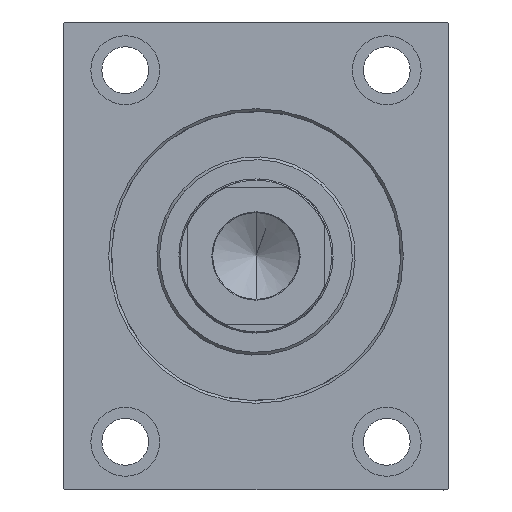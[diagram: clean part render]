
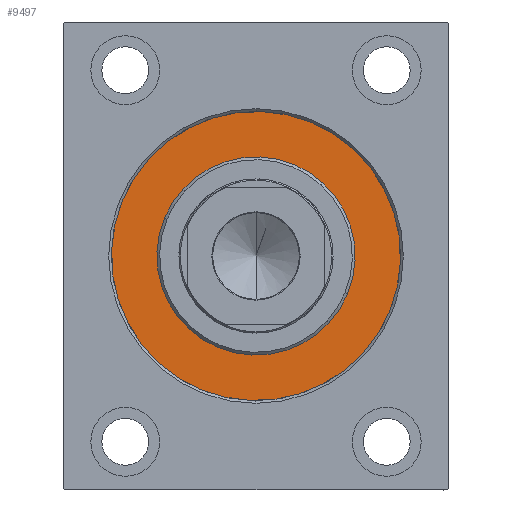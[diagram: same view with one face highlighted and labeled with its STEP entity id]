
A CAD part, left-side view. The second image highlights one B-rep face of the part: STEP entity #9497.
In plain terms, the highlighted face is planar.
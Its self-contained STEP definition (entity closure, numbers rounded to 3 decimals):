
#1758 = EDGE_CURVE ( 'NONE', #10867, #33247, #13005, .T. ) ;
#5715 = FACE_BOUND ( 'NONE', #18482, .T. ) ;
#5731 = AXIS2_PLACEMENT_3D ( 'NONE', #25641, #11891, #22104 ) ;
#9497 = ADVANCED_FACE ( 'NONE', ( #5715, #23071 ), #36822, .F. ) ;
#9502 = DIRECTION ( 'NONE',  ( -1., 0., 0. ) ) ;
#9809 = DIRECTION ( 'NONE',  ( 0., 0., -1. ) ) ;
#9832 = DIRECTION ( 'NONE',  ( -1., 0., 0. ) ) ;
#10557 = DIRECTION ( 'NONE',  ( 1., 0., 0. ) ) ;
#10867 = VERTEX_POINT ( 'NONE', #37983 ) ;
#11538 = EDGE_CURVE ( 'NONE', #33247, #10867, #27019, .T. ) ;
#11891 = DIRECTION ( 'NONE',  ( -1., 0., 0. ) ) ;
#13005 = CIRCLE ( 'NONE', #43474, 52.5 ) ;
#14497 = ORIENTED_EDGE ( 'NONE', *, *, #11538, .F. ) ;
#14633 = CIRCLE ( 'NONE', #21006, 36. ) ;
#14635 = ORIENTED_EDGE ( 'NONE', *, *, #34872, .F. ) ;
#15049 = ORIENTED_EDGE ( 'NONE', *, *, #1758, .F. ) ;
#15899 = CIRCLE ( 'NONE', #35039, 36. ) ;
#16402 = DIRECTION ( 'NONE',  ( 0., 0., 1. ) ) ;
#18458 = VERTEX_POINT ( 'NONE', #41540 ) ;
#18482 = EDGE_LOOP ( 'NONE', ( #14635, #33975 ) ) ;
#21006 = AXIS2_PLACEMENT_3D ( 'NONE', #40981, #10557, #37647 ) ;
#22104 = DIRECTION ( 'NONE',  ( 0., 0., 1. ) ) ;
#23071 = FACE_OUTER_BOUND ( 'NONE', #23838, .T. ) ;
#23756 = EDGE_CURVE ( 'NONE', #18458, #37255, #15899, .T. ) ;
#23838 = EDGE_LOOP ( 'NONE', ( #14497, #15049 ) ) ;
#25641 = CARTESIAN_POINT ( 'NONE',  ( 0., 0., 0. ) ) ;
#26720 = CARTESIAN_POINT ( 'NONE',  ( 0., 0., 0. ) ) ;
#27019 = CIRCLE ( 'NONE', #5731, 52.5 ) ;
#33247 = VERTEX_POINT ( 'NONE', #43698 ) ;
#33575 = CARTESIAN_POINT ( 'NONE',  ( 0., 0., 0. ) ) ;
#33975 = ORIENTED_EDGE ( 'NONE', *, *, #23756, .F. ) ;
#34872 = EDGE_CURVE ( 'NONE', #37255, #18458, #14633, .T. ) ;
#35039 = AXIS2_PLACEMENT_3D ( 'NONE', #33575, #36911, #9809 ) ;
#36822 = PLANE ( 'NONE',  #41887 ) ;
#36911 = DIRECTION ( 'NONE',  ( 1., 0., 0. ) ) ;
#36936 = DIRECTION ( 'NONE',  ( 0., 0., 1. ) ) ;
#37255 = VERTEX_POINT ( 'NONE', #41079 ) ;
#37647 = DIRECTION ( 'NONE',  ( 0., 0., -1. ) ) ;
#37983 = CARTESIAN_POINT ( 'NONE',  ( 0., 0., 52.5 ) ) ;
#39717 = CARTESIAN_POINT ( 'NONE',  ( 0., 0., 0. ) ) ;
#40981 = CARTESIAN_POINT ( 'NONE',  ( 0., 0., 0. ) ) ;
#41079 = CARTESIAN_POINT ( 'NONE',  ( 0., 0., 36. ) ) ;
#41540 = CARTESIAN_POINT ( 'NONE',  ( 0., 0., -36. ) ) ;
#41887 = AXIS2_PLACEMENT_3D ( 'NONE', #39717, #9502, #16402 ) ;
#43474 = AXIS2_PLACEMENT_3D ( 'NONE', #26720, #9832, #36936 ) ;
#43698 = CARTESIAN_POINT ( 'NONE',  ( 0., 0., -52.5 ) ) ;
